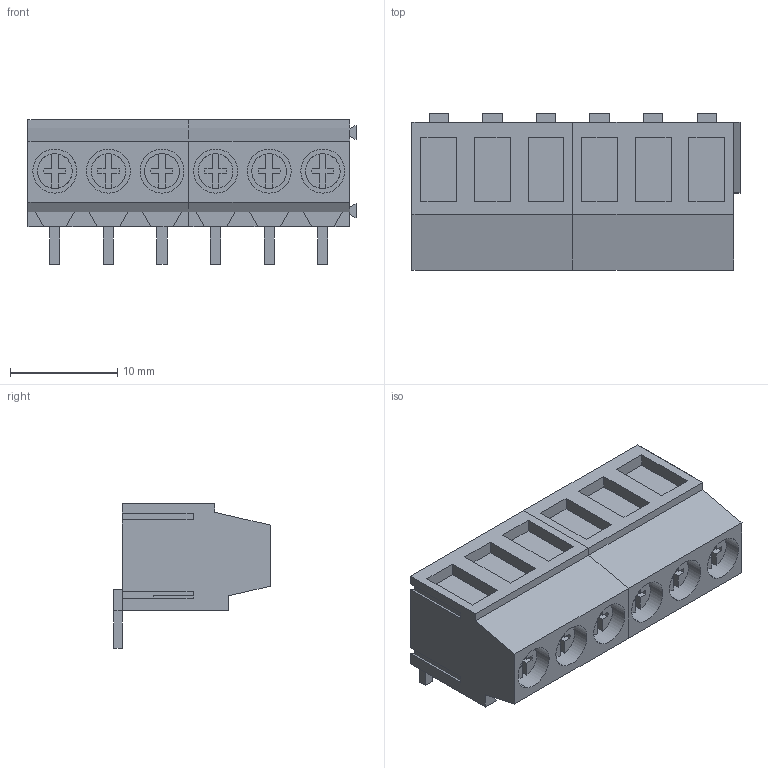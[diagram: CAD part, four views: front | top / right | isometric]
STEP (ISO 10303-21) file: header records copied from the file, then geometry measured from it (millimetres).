
FILE_DESCRIPTION(('CATIA V5 STEP Exchange','CAx-IF Rec.Pracs.--- Model Styling and Organization---1.2---2011-12-15'),'2;1');
FILE_NAME ('D1449966_0_1234250000_1234250000.stp','2018-03-31T11:20:11+00:00',('none'),('Weidmueller'),'CATIA Version 5-6 Release 2014','CATIA V5 STEP AP214','none');
FILE_SCHEMA(('AUTOMOTIVE_DESIGN { 1 0 10303 214 1 1 1 1 }'));
Length unit declared in the file: millimetre
Products named in the file (1): 1234250000
Bounding box: 30.6 x 14.6 x 13.5 mm (x, y, z)
Volume: 2864.2 mm3; surface area: 3456.1 mm2
Topology: 14 solids, 14 shells, 424 faces, 1122 edges, 744 vertices
Faces by surface type: plane 388, cylinder 36
Entity records: 12870 total; most frequent: CARTESIAN_POINT 2566, ORIENTED_EDGE 2244, DIRECTION 1716, EDGE_CURVE 1122, VECTOR 1026, LINE 1026, VERTEX_POINT 744, EDGE_LOOP 442
